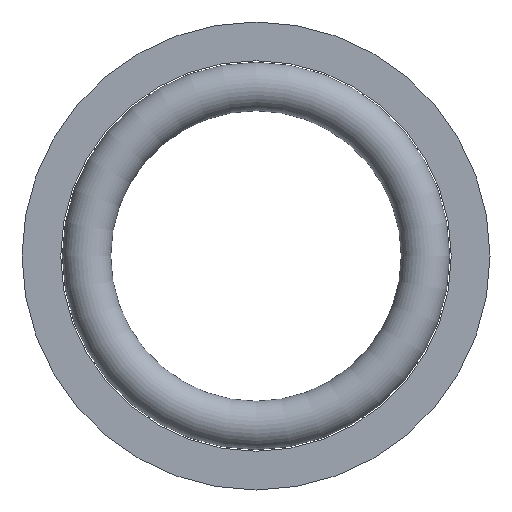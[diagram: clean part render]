
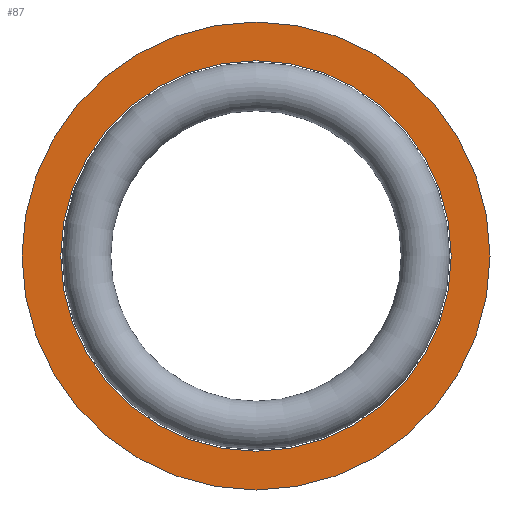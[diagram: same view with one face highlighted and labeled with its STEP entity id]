
A CAD part, left-side view. The second image highlights one B-rep face of the part: STEP entity #87.
In plain terms, the highlighted planar face has unit normal (-1, 0, 0).
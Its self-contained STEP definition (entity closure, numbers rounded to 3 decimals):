
#35=FACE_BOUND('',#45,.T.);
#38=FACE_OUTER_BOUND('',#44,.T.);
#44=EDGE_LOOP('',(#73));
#45=EDGE_LOOP('',(#74));
#50=CIRCLE('',#154,12.1);
#51=CIRCLE('',#156,14.5);
#56=VERTEX_POINT('',#206);
#57=VERTEX_POINT('',#210);
#62=EDGE_CURVE('',#56,#56,#50,.T.);
#63=EDGE_CURVE('',#57,#57,#51,.T.);
#73=ORIENTED_EDGE('',*,*,#63,.F.);
#74=ORIENTED_EDGE('',*,*,#62,.T.);
#84=PLANE('',#155);
#87=ADVANCED_FACE('',(#38,#35),#84,.T.);
#154=AXIS2_PLACEMENT_3D('',#208,#177,#178);
#155=AXIS2_PLACEMENT_3D('',#209,#179,#180);
#156=AXIS2_PLACEMENT_3D('',#211,#181,#182);
#177=DIRECTION('center_axis',(1.,0.,0.));
#178=DIRECTION('ref_axis',(0.,0.,-1.));
#179=DIRECTION('center_axis',(-1.,0.,0.));
#180=DIRECTION('ref_axis',(0.,0.,1.));
#181=DIRECTION('center_axis',(1.,0.,0.));
#182=DIRECTION('ref_axis',(0.,0.,-1.));
#206=CARTESIAN_POINT('',(0.,-12.1,0.));
#208=CARTESIAN_POINT('Origin',(0.,0.,0.));
#209=CARTESIAN_POINT('Origin',(0.,14.5,0.));
#210=CARTESIAN_POINT('',(0.,-14.5,0.));
#211=CARTESIAN_POINT('Origin',(0.,0.,0.));
